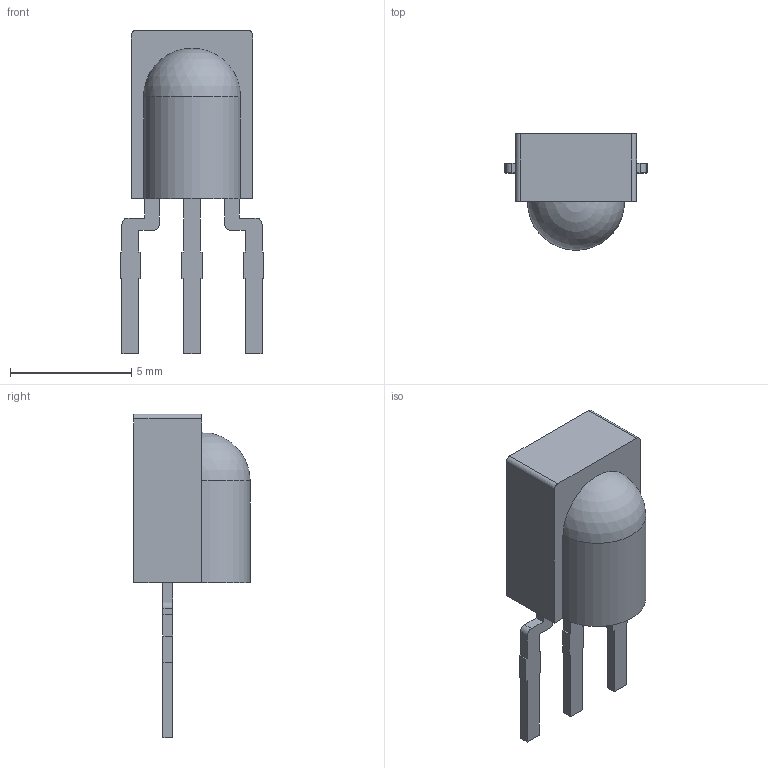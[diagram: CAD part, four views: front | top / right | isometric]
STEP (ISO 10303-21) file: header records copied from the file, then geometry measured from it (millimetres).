
FILE_DESCRIPTION(('FreeCAD Model'),'2;1');
FILE_NAME('Vishay_MINICAST-3pin.step','2018-01-27T15:59:15',('kicad StepUp'),( 'ksu MCAD'),'Open CASCADE STEP processor 6.8','FreeCAD','Unknown');
FILE_SCHEMA(('AUTOMOTIVE_DESIGN_CC2 { 1 2 10303 214 -1 1 5 4 }'));
Length unit declared in the file: millimetre
Products named in the file (1): Vishay_MINICAST-3pin
Bounding box: 5.93 x 4.8 x 13.35 mm (x, y, z)
Volume: 137.8 mm3; surface area: 204.2 mm2
Topology: 1 solids, 1 shells, 67 faces, 190 edges, 125 vertices
Faces by surface type: plane 59, cylinder 7, sphere 1
Entity records: 1436 total; most frequent: ORIENTED_EDGE 281, EDGE_CURVE 189, CARTESIAN_POINT 175, LINE 168, VERTEX_POINT 125, AXIS2_PLACEMENT_3D 82, FACE_BOUND 68, EDGE_LOOP 68
